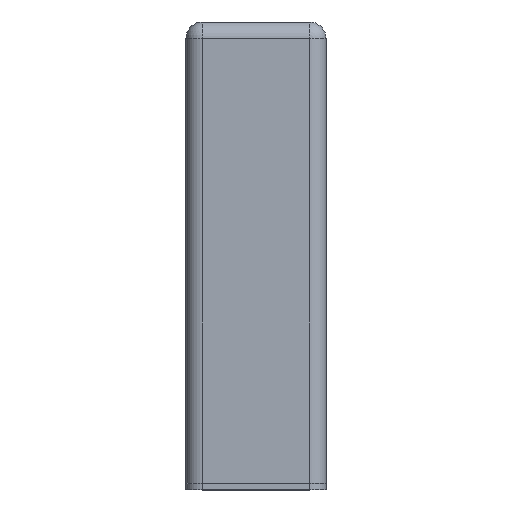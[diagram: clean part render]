
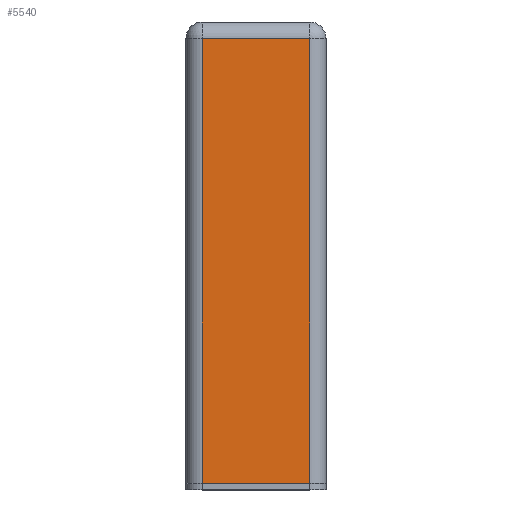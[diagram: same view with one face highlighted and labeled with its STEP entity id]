
A CAD part, top view. The second image highlights one B-rep face of the part: STEP entity #5540.
In plain terms, the highlighted planar face has unit normal (0, 0, 1).
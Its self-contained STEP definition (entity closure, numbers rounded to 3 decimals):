
#5150=CARTESIAN_POINT('',(4.25,28.,116.25));
#5160=DIRECTION('',(0.,-0.,1.));
#5170=DIRECTION('',(0.,1.,0.));
#5180=AXIS2_PLACEMENT_3D('',#5150,#5160,#5170);
#5190=PLANE('',#5180);
#5200=CARTESIAN_POINT('',(4.25,0.,116.25));
#5210=DIRECTION('',(-1.,0.,0.));
#5220=VECTOR('',#5210,1.);
#5230=LINE('',#5200,#5220);
#5240=CARTESIAN_POINT('',(3.25,-0.,116.25));
#5250=VERTEX_POINT('',#5240);
#5260=CARTESIAN_POINT('',(-3.25,0.,116.25));
#5270=VERTEX_POINT('',#5260);
#5280=EDGE_CURVE('',#5250,#5270,#5230,.T.);
#5290=ORIENTED_EDGE('',*,*,#5280,.F.);
#5300=CARTESIAN_POINT('',(-3.25,0.,116.25));
#5310=DIRECTION('',(0.,-1.,0.));
#5320=VECTOR('',#5310,1.);
#5330=LINE('',#5300,#5320);
#5340=CARTESIAN_POINT('',(-3.25,27.,116.25));
#5350=VERTEX_POINT('',#5340);
#5360=EDGE_CURVE('',#5350,#5270,#5330,.T.);
#5370=ORIENTED_EDGE('',*,*,#5360,.T.);
#5380=CARTESIAN_POINT('',(0.,27.,116.25));
#5390=DIRECTION('',(1.,0.,-0.));
#5400=VECTOR('',#5390,1.);
#5410=LINE('',#5380,#5400);
#5420=CARTESIAN_POINT('',(3.25,27.,116.25));
#5430=VERTEX_POINT('',#5420);
#5440=EDGE_CURVE('',#5350,#5430,#5410,.T.);
#5450=ORIENTED_EDGE('',*,*,#5440,.F.);
#5460=CARTESIAN_POINT('',(3.25,0.,116.25));
#5470=DIRECTION('',(0.,-1.,0.));
#5480=VECTOR('',#5470,1.);
#5490=LINE('',#5460,#5480);
#5500=EDGE_CURVE('',#5430,#5250,#5490,.T.);
#5510=ORIENTED_EDGE('',*,*,#5500,.F.);
#5520=EDGE_LOOP('',(#5510,#5450,#5370,#5290));
#5530=FACE_OUTER_BOUND('',#5520,.T.);
#5540=ADVANCED_FACE('',(#5530),#5190,.T.);
